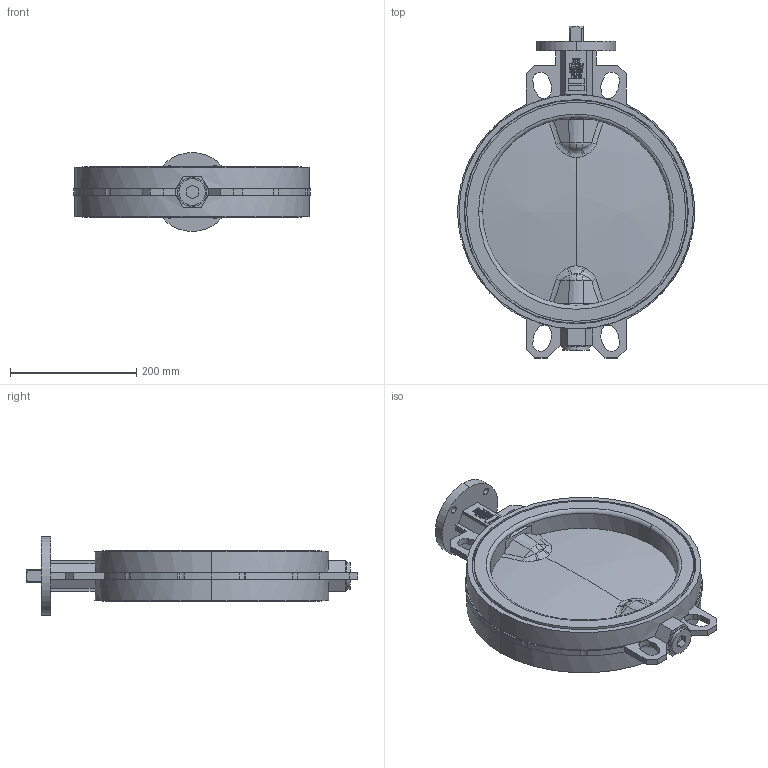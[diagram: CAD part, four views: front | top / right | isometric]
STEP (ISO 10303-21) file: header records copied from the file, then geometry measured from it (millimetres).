
FILE_DESCRIPTION (( 'STEP AP214' ), '1' );
FILE_NAME ('EVCS-i DN300 PN16 F10-L22.STEP', '2024-04-24T10:29:06', ( '' ), ( '' ), 'SwSTEP 2.0', 'SolidWorks 2015', '' );
FILE_SCHEMA (( 'AUTOMOTIVE_DESIGN' ));
Length unit declared in the file: millimetre
Products named in the file (1): EVCS-i DN300 PN16 F10-L22
Bounding box: 374.44 x 525.5 x 125 mm (x, y, z)
Volume: 4909833.7 mm3; surface area: 457122.4 mm2
Topology: 1 solids, 1 shells, 481 faces, 1279 edges, 837 vertices
Faces by surface type: plane 241, bspline 111, cylinder 88, torus 24, cone 13, sphere 4
Entity records: 25145 total; most frequent: CARTESIAN_POINT 9330, ORIENTED_EDGE 2558, DIRECTION 2020, EDGE_CURVE 1279, VERTEX_POINT 837, LINE 738, VECTOR 738, AXIS2_PLACEMENT_3D 641
